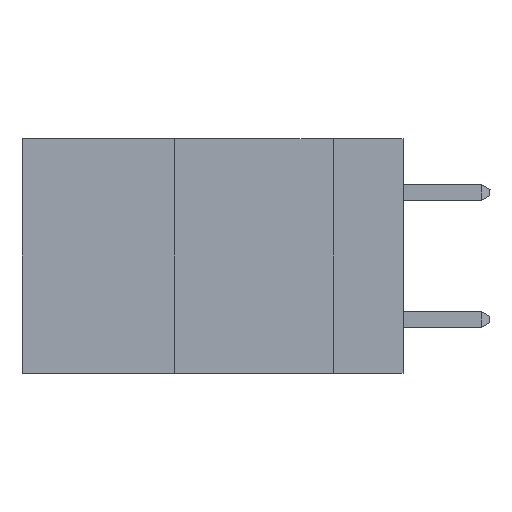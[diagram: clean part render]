
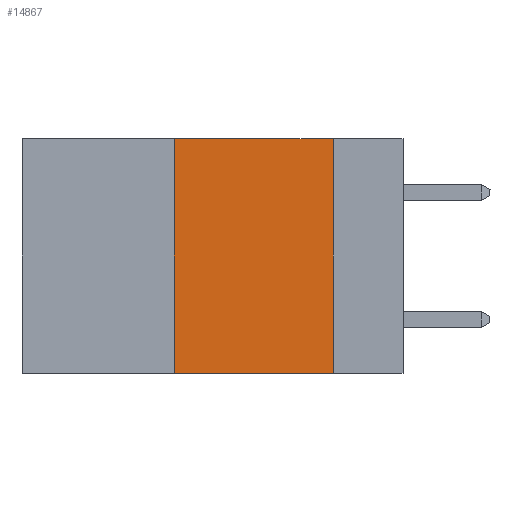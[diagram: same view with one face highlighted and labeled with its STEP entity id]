
A CAD part, left-side view. The second image highlights one B-rep face of the part: STEP entity #14867.
In plain terms, the highlighted planar face has unit normal (-1, 0, 0).
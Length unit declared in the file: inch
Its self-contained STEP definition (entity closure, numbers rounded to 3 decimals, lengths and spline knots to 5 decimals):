
#1395 = CARTESIAN_POINT ( 'NONE',  ( 0., 0.6, 0. ) ) ;
#3026 = VERTEX_POINT ( 'NONE', #12423 ) ;
#3248 = EDGE_LOOP ( 'NONE', ( #31897, #33838, #9994, #35764 ) ) ;
#5203 = CARTESIAN_POINT ( 'NONE',  ( 0., 0.6, 0. ) ) ;
#6061 = LINE ( 'NONE', #14931, #29946 ) ;
#7710 = PLANE ( 'NONE',  #8576 ) ;
#8376 = DIRECTION ( 'NONE',  ( 0., -1., 0. ) ) ;
#8576 = AXIS2_PLACEMENT_3D ( 'NONE', #1395, #29480, #10824 ) ;
#9994 = ORIENTED_EDGE ( 'NONE', *, *, #15577, .F. ) ;
#10824 = DIRECTION ( 'NONE',  ( 0., 0., -1. ) ) ;
#11725 = DIRECTION ( 'NONE',  ( 0., 0., 1. ) ) ;
#12423 = CARTESIAN_POINT ( 'NONE',  ( 0., 0.36, -0.37 ) ) ;
#13582 = FACE_OUTER_BOUND ( 'NONE', #3248, .T. ) ;
#14768 = EDGE_CURVE ( 'NONE', #39830, #24067, #25235, .T. ) ;
#14867 = ADVANCED_FACE ( 'NONE', ( #13582 ), #7710, .F. ) ;
#14931 = CARTESIAN_POINT ( 'NONE',  ( 0., 0.6, -0.37 ) ) ;
#15577 = EDGE_CURVE ( 'NONE', #3026, #23280, #36846, .T. ) ;
#18105 = DIRECTION ( 'NONE',  ( 0., -1., 0. ) ) ;
#18364 = VECTOR ( 'NONE', #8376, 39.37008 ) ;
#19771 = DIRECTION ( 'NONE',  ( 0., 0., -1. ) ) ;
#22904 = CARTESIAN_POINT ( 'NONE',  ( 0., 0.11, 0. ) ) ;
#23280 = VERTEX_POINT ( 'NONE', #35015 ) ;
#23372 = CARTESIAN_POINT ( 'NONE',  ( 0., 0.11, -0.37 ) ) ;
#24067 = VERTEX_POINT ( 'NONE', #23372 ) ;
#25235 = LINE ( 'NONE', #22904, #32467 ) ;
#27302 = CARTESIAN_POINT ( 'NONE',  ( 0., 0.36, 0. ) ) ;
#28619 = VECTOR ( 'NONE', #11725, 39.37008 ) ;
#28723 = EDGE_CURVE ( 'NONE', #23280, #39830, #31890, .T. ) ;
#28790 = EDGE_CURVE ( 'NONE', #3026, #24067, #6061, .T. ) ;
#29480 = DIRECTION ( 'NONE',  ( 1., 0., 0. ) ) ;
#29946 = VECTOR ( 'NONE', #18105, 39.37008 ) ;
#31890 = LINE ( 'NONE', #5203, #18364 ) ;
#31897 = ORIENTED_EDGE ( 'NONE', *, *, #14768, .F. ) ;
#32467 = VECTOR ( 'NONE', #19771, 39.37008 ) ;
#33838 = ORIENTED_EDGE ( 'NONE', *, *, #28723, .F. ) ;
#35015 = CARTESIAN_POINT ( 'NONE',  ( 0., 0.36, 0. ) ) ;
#35764 = ORIENTED_EDGE ( 'NONE', *, *, #28790, .T. ) ;
#36242 = CARTESIAN_POINT ( 'NONE',  ( 0., 0.11, 0. ) ) ;
#36846 = LINE ( 'NONE', #27302, #28619 ) ;
#39830 = VERTEX_POINT ( 'NONE', #36242 ) ;
